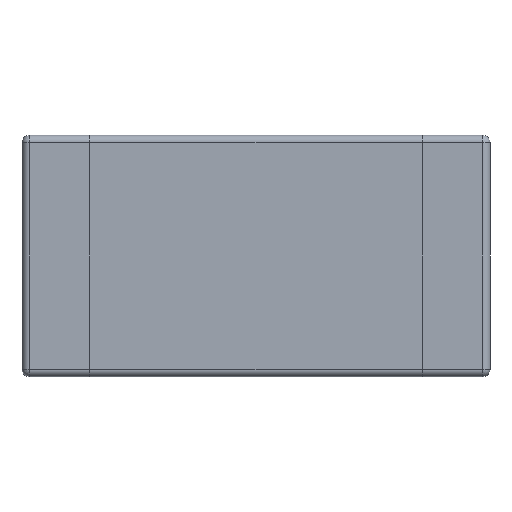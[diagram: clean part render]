
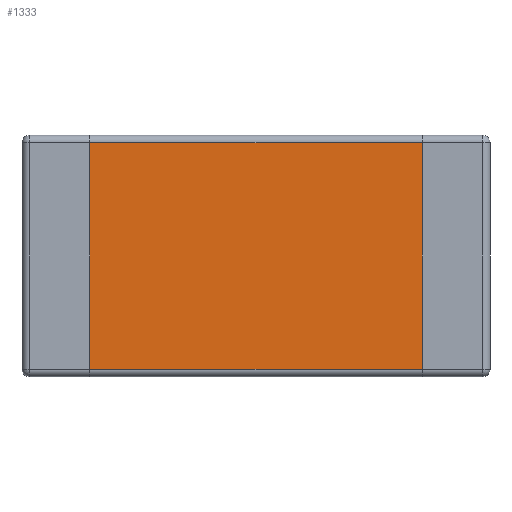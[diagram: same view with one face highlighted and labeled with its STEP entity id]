
A CAD part, front view. The second image highlights one B-rep face of the part: STEP entity #1333.
In plain terms, the highlighted planar face has unit normal (0, -1, 0).
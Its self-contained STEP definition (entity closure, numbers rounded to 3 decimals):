
#45 = DIRECTION ( 'NONE',  ( 0., 0., 1. ) ) ;
#46 = VECTOR ( 'NONE', #45, 1000. ) ;
#47 = CARTESIAN_POINT ( 'NONE',  ( -1.1, 0., -0.8 ) ) ;
#48 = LINE ( 'NONE', #47, #46 ) ;
#443 = CARTESIAN_POINT ( 'NONE',  ( 1.1, 0., 0.75 ) ) ;
#467 = CARTESIAN_POINT ( 'NONE',  ( -1.1, 0., -0.75 ) ) ;
#494 = CARTESIAN_POINT ( 'NONE',  ( -1.1, 0., 0.75 ) ) ;
#645 = DIRECTION ( 'NONE',  ( 1., 0., 0. ) ) ;
#646 = VECTOR ( 'NONE', #645, 1000. ) ;
#647 = CARTESIAN_POINT ( 'NONE',  ( 1.55, 0., -0.75 ) ) ;
#648 = LINE ( 'NONE', #647, #646 ) ;
#649 = DIRECTION ( 'NONE',  ( 0., 0., -1. ) ) ;
#650 = DIRECTION ( 'NONE',  ( 0., -1., 0. ) ) ;
#651 = CARTESIAN_POINT ( 'NONE',  ( 1.55, 0., -0.8 ) ) ;
#652 = AXIS2_PLACEMENT_3D ( 'NONE', #651, #650, #649 ) ;
#653 = PLANE ( 'NONE',  #652 ) ;
#672 = FACE_OUTER_BOUND ( 'NONE', #1334, .T. ) ;
#695 = DIRECTION ( 'NONE',  ( -1., 0., 0. ) ) ;
#696 = VECTOR ( 'NONE', #695, 1000. ) ;
#697 = CARTESIAN_POINT ( 'NONE',  ( -1.55, 0., 0.75 ) ) ;
#698 = LINE ( 'NONE', #697, #696 ) ;
#1145 = EDGE_CURVE ( 'NONE', #1270, #1146, #1617, .T. ) ;
#1146 = VERTEX_POINT ( 'NONE', #1613 ) ;
#1152 = EDGE_CURVE ( 'NONE', #1281, #1286, #48, .T. ) ;
#1270 = VERTEX_POINT ( 'NONE', #443 ) ;
#1281 = VERTEX_POINT ( 'NONE', #467 ) ;
#1286 = VERTEX_POINT ( 'NONE', #494 ) ;
#1333 = ADVANCED_FACE ( 'NONE', ( #672 ), #653, .T. ) ;
#1334 = EDGE_LOOP ( 'NONE', ( #1335, #1336, #1338, #1339 ) ) ;
#1335 = ORIENTED_EDGE ( 'NONE', *, *, #1152, .F. ) ;
#1336 = ORIENTED_EDGE ( 'NONE', *, *, #1337, .T. ) ;
#1337 = EDGE_CURVE ( 'NONE', #1281, #1146, #648, .T. ) ;
#1338 = ORIENTED_EDGE ( 'NONE', *, *, #1145, .F. ) ;
#1339 = ORIENTED_EDGE ( 'NONE', *, *, #1340, .T. ) ;
#1340 = EDGE_CURVE ( 'NONE', #1270, #1286, #698, .T. ) ;
#1613 = CARTESIAN_POINT ( 'NONE',  ( 1.1, 0., -0.75 ) ) ;
#1614 = DIRECTION ( 'NONE',  ( 0., 0., -1. ) ) ;
#1615 = VECTOR ( 'NONE', #1614, 1000. ) ;
#1616 = CARTESIAN_POINT ( 'NONE',  ( 1.1, 0., -0.8 ) ) ;
#1617 = LINE ( 'NONE', #1616, #1615 ) ;
